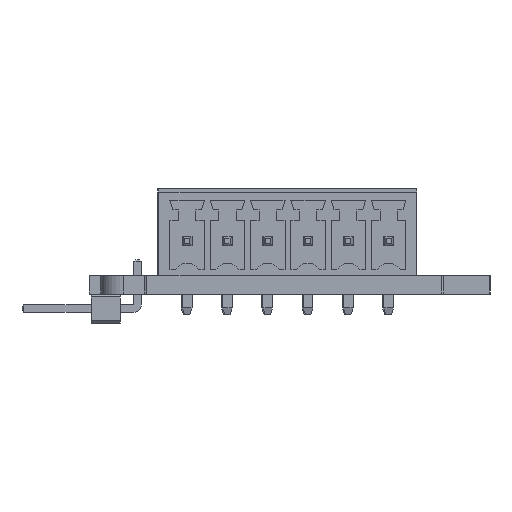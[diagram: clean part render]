
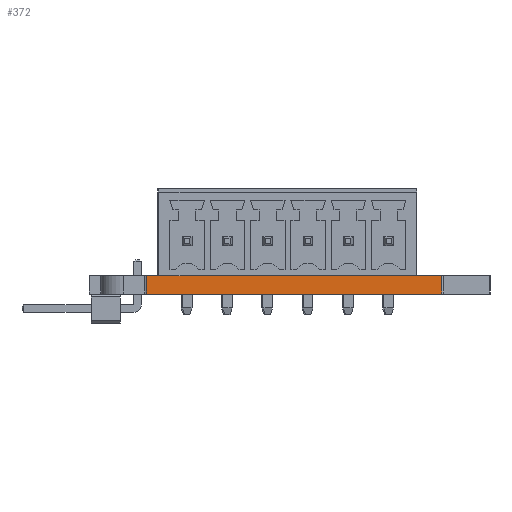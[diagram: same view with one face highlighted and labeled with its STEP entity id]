
A CAD part, left-side view. The second image highlights one B-rep face of the part: STEP entity #372.
In plain terms, the highlighted planar face has unit normal (-1, 0, 0).
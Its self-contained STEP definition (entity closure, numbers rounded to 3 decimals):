
#312 = EDGE_CURVE('',#313,#315,#317,.T.);
#313 = VERTEX_POINT('',#314);
#314 = CARTESIAN_POINT('',(70.,-95.1,0.));
#315 = VERTEX_POINT('',#316);
#316 = CARTESIAN_POINT('',(70.,-95.1,-1.6));
#317 = LINE('',#318,#319);
#318 = CARTESIAN_POINT('',(70.,-95.1,0.));
#319 = VECTOR('',#320,1.);
#320 = DIRECTION('',(0.,0.,-1.));
#372 = ADVANCED_FACE('',(#373),#398,.T.);
#373 = FACE_BOUND('',#374,.T.);
#374 = EDGE_LOOP('',(#375,#376,#384,#392));
#375 = ORIENTED_EDGE('',*,*,#312,.T.);
#376 = ORIENTED_EDGE('',*,*,#377,.T.);
#377 = EDGE_CURVE('',#315,#378,#380,.T.);
#378 = VERTEX_POINT('',#379);
#379 = CARTESIAN_POINT('',(70.,-120.7,-1.6));
#380 = LINE('',#381,#382);
#381 = CARTESIAN_POINT('',(70.,-95.1,-1.6));
#382 = VECTOR('',#383,1.);
#383 = DIRECTION('',(0.,-1.,0.));
#384 = ORIENTED_EDGE('',*,*,#385,.F.);
#385 = EDGE_CURVE('',#386,#378,#388,.T.);
#386 = VERTEX_POINT('',#387);
#387 = CARTESIAN_POINT('',(70.,-120.7,0.));
#388 = LINE('',#389,#390);
#389 = CARTESIAN_POINT('',(70.,-120.7,0.));
#390 = VECTOR('',#391,1.);
#391 = DIRECTION('',(0.,0.,-1.));
#392 = ORIENTED_EDGE('',*,*,#393,.F.);
#393 = EDGE_CURVE('',#313,#386,#394,.T.);
#394 = LINE('',#395,#396);
#395 = CARTESIAN_POINT('',(70.,-95.1,0.));
#396 = VECTOR('',#397,1.);
#397 = DIRECTION('',(0.,-1.,0.));
#398 = PLANE('',#399);
#399 = AXIS2_PLACEMENT_3D('',#400,#401,#402);
#400 = CARTESIAN_POINT('',(70.,-95.1,0.));
#401 = DIRECTION('',(-1.,-0.,-0.));
#402 = DIRECTION('',(0.,-1.,0.));
